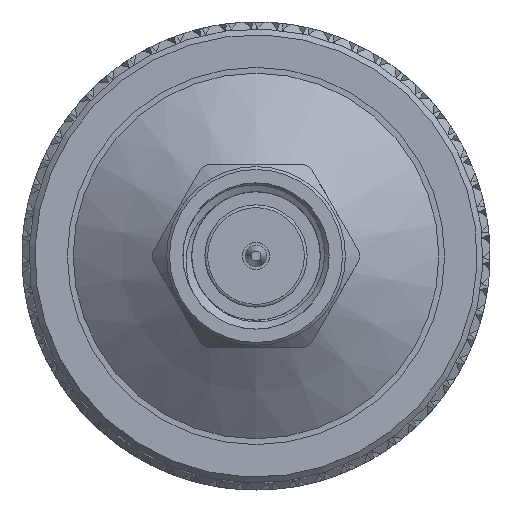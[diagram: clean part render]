
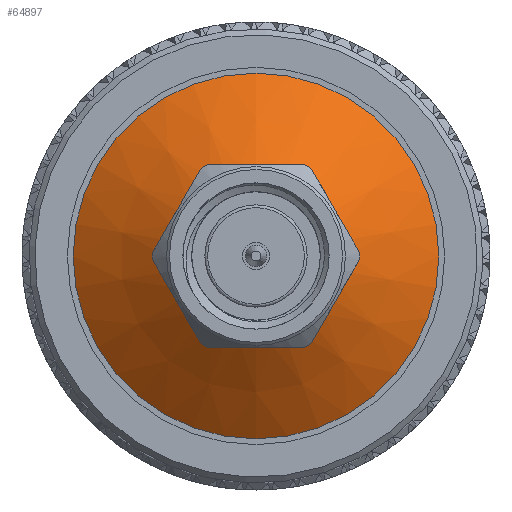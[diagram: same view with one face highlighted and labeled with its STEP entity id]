
A CAD part, left-side view. The second image highlights one B-rep face of the part: STEP entity #64897.
In plain terms, the highlighted conical face has half-angle 53.828 degrees and reference radius 3.909 mm.
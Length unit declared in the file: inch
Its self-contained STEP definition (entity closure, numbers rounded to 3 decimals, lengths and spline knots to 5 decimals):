
#13633 = CARTESIAN_POINT ( 'NONE',  ( 0.41212, 0., 0. ) ) ;
#14980 = CONICAL_SURFACE ( 'NONE', #17887, 0.15391, 0.939 ) ;
#15130 = DIRECTION ( 'NONE',  ( 0., 0., -1. ) ) ;
#17887 = AXIS2_PLACEMENT_3D ( 'NONE', #40659, #20262, #15130 ) ;
#19766 = EDGE_CURVE ( 'NONE', #56908, #56908, #86611, .T. ) ;
#20262 = DIRECTION ( 'NONE',  ( 1., 0., 0. ) ) ;
#23481 = EDGE_LOOP ( 'NONE', ( #56953 ) ) ;
#24069 = AXIS2_PLACEMENT_3D ( 'NONE', #44720, #51651, #71953 ) ;
#30149 = CARTESIAN_POINT ( 'NONE',  ( 0.41212, 0., 0.15391 ) ) ;
#32844 = DIRECTION ( 'NONE',  ( -1., 0., 0. ) ) ;
#38602 = VERTEX_POINT ( 'NONE', #30149 ) ;
#40157 = EDGE_LOOP ( 'NONE', ( #49313 ) ) ;
#40659 = CARTESIAN_POINT ( 'NONE',  ( 0.41212, 0., 0. ) ) ;
#40738 = AXIS2_PLACEMENT_3D ( 'NONE', #13633, #32844, #80812 ) ;
#44720 = CARTESIAN_POINT ( 'NONE',  ( 0.52807, 0., 0. ) ) ;
#49313 = ORIENTED_EDGE ( 'NONE', *, *, #63820, .F. ) ;
#51568 = FACE_OUTER_BOUND ( 'NONE', #23481, .T. ) ;
#51651 = DIRECTION ( 'NONE',  ( -1., 0., 0. ) ) ;
#51827 = CARTESIAN_POINT ( 'NONE',  ( 0.52807, 0., -0.3125 ) ) ;
#56908 = VERTEX_POINT ( 'NONE', #51827 ) ;
#56953 = ORIENTED_EDGE ( 'NONE', *, *, #19766, .T. ) ;
#63820 = EDGE_CURVE ( 'NONE', #38602, #38602, #84844, .T. ) ;
#64897 = ADVANCED_FACE ( 'NONE', ( #83648, #51568 ), #14980, .T. ) ;
#71953 = DIRECTION ( 'NONE',  ( 0., 0., -1. ) ) ;
#80812 = DIRECTION ( 'NONE',  ( 0., 0., 1. ) ) ;
#83648 = FACE_BOUND ( 'NONE', #40157, .T. ) ;
#84844 = CIRCLE ( 'NONE', #40738, 0.15391 ) ;
#86611 = CIRCLE ( 'NONE', #24069, 0.3125 ) ;
